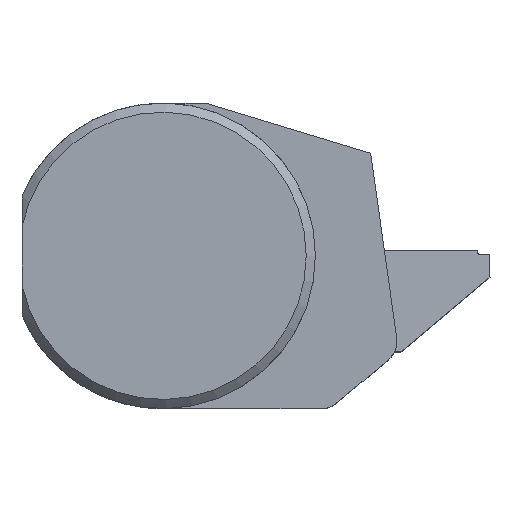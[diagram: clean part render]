
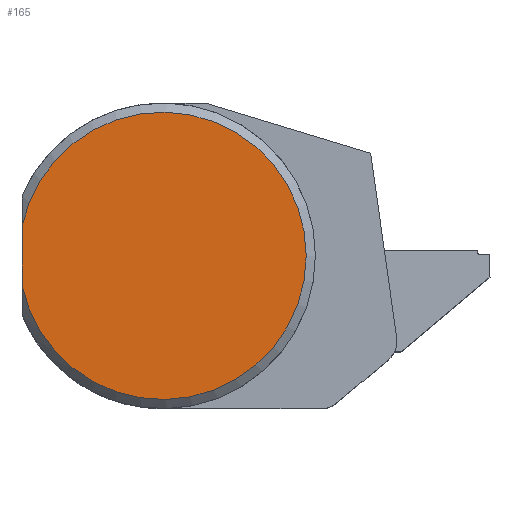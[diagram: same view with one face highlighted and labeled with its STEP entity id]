
A CAD part, top view. The second image highlights one B-rep face of the part: STEP entity #165.
In plain terms, the highlighted planar face has unit normal (0, 0, 1).
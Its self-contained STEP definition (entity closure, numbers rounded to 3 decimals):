
#129=CIRCLE('',#1089,11.75);
#165=ADVANCED_FACE('',(#249),#209,.F.);
#209=PLANE('',#1092);
#249=FACE_OUTER_BOUND('',#291,.T.);
#291=EDGE_LOOP('',(#456,#457));
#456=ORIENTED_EDGE('',*,*,#733,.F.);
#457=ORIENTED_EDGE('',*,*,#746,.F.);
#638=VERTEX_POINT('',#1527);
#639=VERTEX_POINT('',#1529);
#733=EDGE_CURVE('',#638,#639,#838,.T.);
#746=EDGE_CURVE('',#639,#638,#129,.T.);
#838=LINE('',#1528,#923);
#923=VECTOR('',#1232,1.);
#1089=AXIS2_PLACEMENT_3D('',#1556,#1259,#1260);
#1092=AXIS2_PLACEMENT_3D('',#1559,#1265,#1266);
#1232=DIRECTION('',(0.,1.,0.));
#1259=DIRECTION('',(0.,0.,-1.));
#1260=DIRECTION('',(-1.,0.,0.));
#1265=DIRECTION('',(0.,0.,-1.));
#1266=DIRECTION('',(1.,0.,0.));
#1527=CARTESIAN_POINT('',(-11.5,-2.411,0.299));
#1528=CARTESIAN_POINT('',(-11.5,10.,0.299));
#1529=CARTESIAN_POINT('',(-11.5,2.411,0.299));
#1556=CARTESIAN_POINT('',(0.,0.,0.299));
#1559=CARTESIAN_POINT('',(0.,11.75,0.299));
